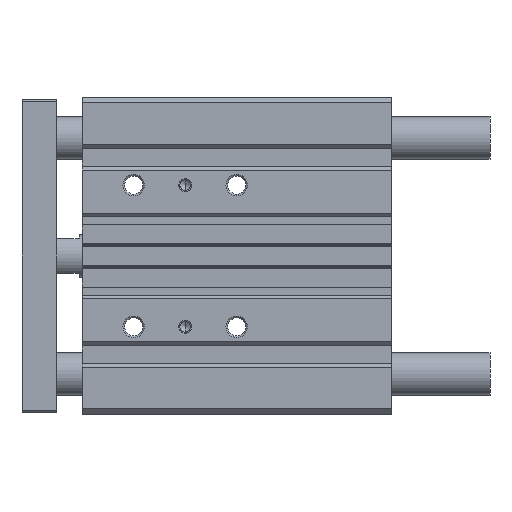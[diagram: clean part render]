
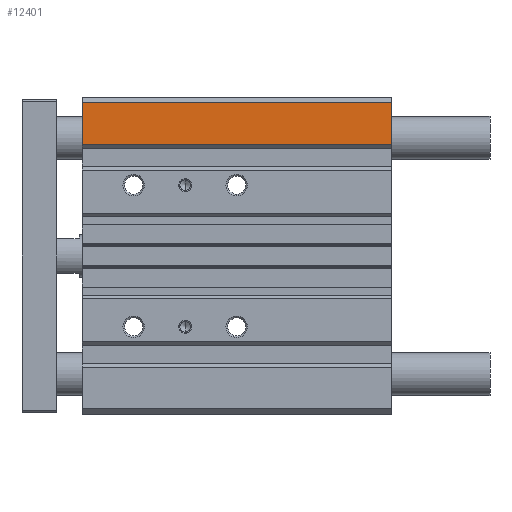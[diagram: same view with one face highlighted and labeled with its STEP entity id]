
A CAD part, front view. The second image highlights one B-rep face of the part: STEP entity #12401.
In plain terms, the highlighted planar face has unit normal (0, -1, 0).
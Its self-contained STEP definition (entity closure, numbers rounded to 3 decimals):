
#77 = PLANE ( 'NONE',  #3063 ) ;
#963 = EDGE_CURVE ( 'NONE', #1375, #9664, #6103, .T. ) ;
#1153 = DIRECTION ( 'NONE',  ( 0., 0., -1. ) ) ;
#1375 = VERTEX_POINT ( 'NONE', #10263 ) ;
#1782 = VECTOR ( 'NONE', #1153, 1000. ) ;
#1903 = VERTEX_POINT ( 'NONE', #8295 ) ;
#2936 = FACE_OUTER_BOUND ( 'NONE', #12435, .T. ) ;
#3063 = AXIS2_PLACEMENT_3D ( 'NONE', #7125, #4075, #8187 ) ;
#4014 = DIRECTION ( 'NONE',  ( -1., 0., 0. ) ) ;
#4075 = DIRECTION ( 'NONE',  ( 0., -1., 0. ) ) ;
#4498 = VERTEX_POINT ( 'NONE', #6203 ) ;
#4499 = VECTOR ( 'NONE', #5189, 1000. ) ;
#4826 = LINE ( 'NONE', #8999, #5542 ) ;
#5189 = DIRECTION ( 'NONE',  ( 0., 0., 1. ) ) ;
#5346 = CARTESIAN_POINT ( 'NONE',  ( 144., -32., 71.5 ) ) ;
#5542 = VECTOR ( 'NONE', #4014, 1000. ) ;
#5588 = CARTESIAN_POINT ( 'NONE',  ( 0., -32., 51.9 ) ) ;
#6103 = LINE ( 'NONE', #10210, #4499 ) ;
#6203 = CARTESIAN_POINT ( 'NONE',  ( 0., -32., 71.5 ) ) ;
#6213 = LINE ( 'NONE', #9199, #1782 ) ;
#6634 = DIRECTION ( 'NONE',  ( -1., 0., 0. ) ) ;
#7125 = CARTESIAN_POINT ( 'NONE',  ( 0., -32., 51.9 ) ) ;
#7165 = ORIENTED_EDGE ( 'NONE', *, *, #963, .T. ) ;
#7361 = EDGE_CURVE ( 'NONE', #1375, #1903, #11755, .T. ) ;
#8187 = DIRECTION ( 'NONE',  ( 0., 0., -1. ) ) ;
#8295 = CARTESIAN_POINT ( 'NONE',  ( 0., -32., 51.9 ) ) ;
#8999 = CARTESIAN_POINT ( 'NONE',  ( 0., -32., 71.5 ) ) ;
#9199 = CARTESIAN_POINT ( 'NONE',  ( 0., -32., 51.9 ) ) ;
#9503 = EDGE_CURVE ( 'NONE', #9664, #4498, #4826, .T. ) ;
#9647 = ORIENTED_EDGE ( 'NONE', *, *, #12060, .T. ) ;
#9664 = VERTEX_POINT ( 'NONE', #5346 ) ;
#9932 = VECTOR ( 'NONE', #6634, 1000. ) ;
#10210 = CARTESIAN_POINT ( 'NONE',  ( 144., -32., 51.9 ) ) ;
#10263 = CARTESIAN_POINT ( 'NONE',  ( 144., -32., 51.9 ) ) ;
#11282 = ORIENTED_EDGE ( 'NONE', *, *, #7361, .F. ) ;
#11755 = LINE ( 'NONE', #5588, #9932 ) ;
#12060 = EDGE_CURVE ( 'NONE', #4498, #1903, #6213, .T. ) ;
#12401 = ADVANCED_FACE ( 'NONE', ( #2936 ), #77, .T. ) ;
#12435 = EDGE_LOOP ( 'NONE', ( #9647, #11282, #7165, #12827 ) ) ;
#12827 = ORIENTED_EDGE ( 'NONE', *, *, #9503, .T. ) ;
